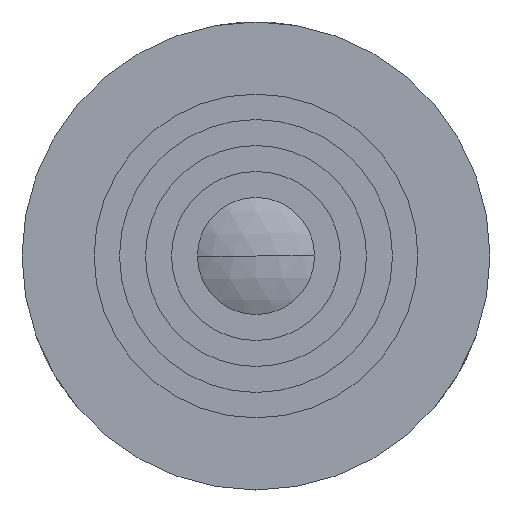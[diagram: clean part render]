
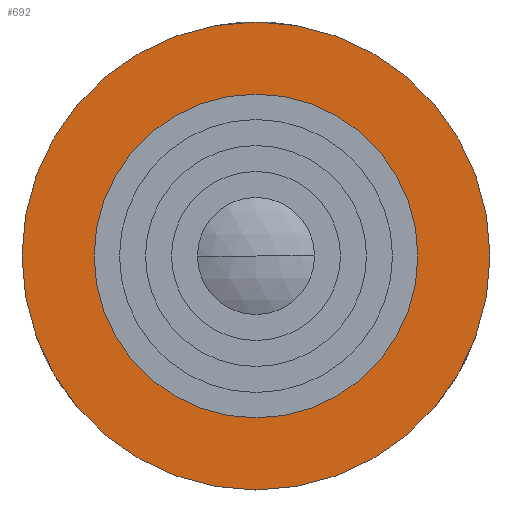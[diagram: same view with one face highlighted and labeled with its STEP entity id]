
A CAD part, left-side view. The second image highlights one B-rep face of the part: STEP entity #692.
In plain terms, the highlighted planar face has unit normal (-1, 0, 0).
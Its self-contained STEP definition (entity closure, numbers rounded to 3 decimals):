
#692 = ADVANCED_FACE ( 'NONE', ( #901, #4674 ), #6324, .F. ) ;
#837 = AXIS2_PLACEMENT_3D ( 'NONE', #991, #5846, #6344 ) ;
#876 = CARTESIAN_POINT ( 'NONE',  ( 0., 0., 0. ) ) ;
#901 = FACE_BOUND ( 'NONE', #4023, .T. ) ;
#940 = EDGE_CURVE ( 'NONE', #4901, #5992, #5778, .T. ) ;
#964 = EDGE_LOOP ( 'NONE', ( #1428, #3776 ) ) ;
#991 = CARTESIAN_POINT ( 'NONE',  ( 0., 0., 0. ) ) ;
#1038 = DIRECTION ( 'NONE',  ( 0., 0., 1. ) ) ;
#1056 = AXIS2_PLACEMENT_3D ( 'NONE', #2001, #1533, #1498 ) ;
#1224 = CIRCLE ( 'NONE', #4488, 12.45 ) ;
#1428 = ORIENTED_EDGE ( 'NONE', *, *, #940, .T. ) ;
#1476 = CARTESIAN_POINT ( 'NONE',  ( 0., 0., -18. ) ) ;
#1498 = DIRECTION ( 'NONE',  ( 0., 0., -1. ) ) ;
#1533 = DIRECTION ( 'NONE',  ( 1., 0., 0. ) ) ;
#1844 = EDGE_CURVE ( 'NONE', #3571, #6097, #6413, .T. ) ;
#2001 = CARTESIAN_POINT ( 'NONE',  ( 0., 18., 0. ) ) ;
#2436 = CARTESIAN_POINT ( 'NONE',  ( 0., 0., 12.45 ) ) ;
#2447 = CIRCLE ( 'NONE', #6090, 18. ) ;
#2705 = DIRECTION ( 'NONE',  ( 0., 0., 1. ) ) ;
#3565 = DIRECTION ( 'NONE',  ( -1., 0., 0. ) ) ;
#3571 = VERTEX_POINT ( 'NONE', #5024 ) ;
#3776 = ORIENTED_EDGE ( 'NONE', *, *, #4483, .T. ) ;
#3789 = CARTESIAN_POINT ( 'NONE',  ( 0., 0., 0. ) ) ;
#3937 = AXIS2_PLACEMENT_3D ( 'NONE', #6963, #6436, #2705 ) ;
#4023 = EDGE_LOOP ( 'NONE', ( #4926, #6340 ) ) ;
#4087 = DIRECTION ( 'NONE',  ( 0., 0., 1. ) ) ;
#4483 = EDGE_CURVE ( 'NONE', #5992, #4901, #2447, .T. ) ;
#4488 = AXIS2_PLACEMENT_3D ( 'NONE', #876, #3565, #4087 ) ;
#4674 = FACE_OUTER_BOUND ( 'NONE', #964, .T. ) ;
#4901 = VERTEX_POINT ( 'NONE', #6463 ) ;
#4926 = ORIENTED_EDGE ( 'NONE', *, *, #6033, .F. ) ;
#5024 = CARTESIAN_POINT ( 'NONE',  ( 0., 0., -12.45 ) ) ;
#5778 = CIRCLE ( 'NONE', #837, 18. ) ;
#5846 = DIRECTION ( 'NONE',  ( -1., 0., 0. ) ) ;
#5852 = DIRECTION ( 'NONE',  ( -1., 0., 0. ) ) ;
#5992 = VERTEX_POINT ( 'NONE', #1476 ) ;
#6033 = EDGE_CURVE ( 'NONE', #6097, #3571, #1224, .T. ) ;
#6090 = AXIS2_PLACEMENT_3D ( 'NONE', #3789, #5852, #1038 ) ;
#6097 = VERTEX_POINT ( 'NONE', #2436 ) ;
#6324 = PLANE ( 'NONE',  #1056 ) ;
#6340 = ORIENTED_EDGE ( 'NONE', *, *, #1844, .F. ) ;
#6344 = DIRECTION ( 'NONE',  ( 0., 0., 1. ) ) ;
#6413 = CIRCLE ( 'NONE', #3937, 12.45 ) ;
#6436 = DIRECTION ( 'NONE',  ( -1., 0., 0. ) ) ;
#6463 = CARTESIAN_POINT ( 'NONE',  ( 0., 0., 18. ) ) ;
#6963 = CARTESIAN_POINT ( 'NONE',  ( 0., 0., 0. ) ) ;
